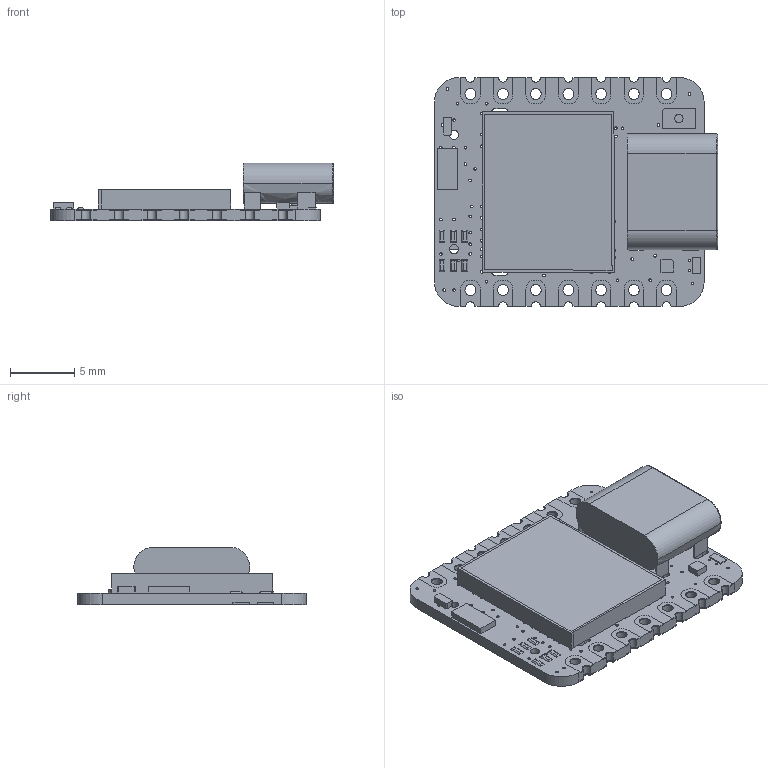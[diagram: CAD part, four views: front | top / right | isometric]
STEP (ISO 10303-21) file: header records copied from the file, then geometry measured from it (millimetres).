
FILE_DESCRIPTION(('HOOPS Exchange Step'),'2;1');
FILE_NAME('temp_export','2023-10-04T13:30:09+02:00',('tim'),('Shapr3D Limited'),'HOOPS Exchange 2023.2','Shapr3D','Authorized');
FILE_SCHEMA( ('AUTOMOTIVE_DESIGN { 1 0 10303 214 1 1 1 1 }') );
Length unit declared in the file: millimetre
Products named in the file (65): EMF Shield; Pins 0-6; Pins 7-13; BAT pads; Unpopulated 6 pin pad; JTAG like thing probably; NFC pads; Board:1; R0201:R1; R0201:R2; R0201:R22; R0201:R31; R0201:R32; R0201:R9; R0201:R3; R0201:R4; R0201:R5; R0201:R6; R0201:R7; R0201:R8; R0201:R10; F0603:F1; C0201:C23; C0201:C39; C0201:C40; C0201:C41; C0201:C42; C0201:C43; C0201:C44; C0201:C45; C0201:C48; C0201:C50; C0201:C53; C0201:C54; C0201:C4; C0201:C1; C0201:C2; C0201:C3; C0201:C5; C0201:C6 ...
Assembly tree (64 placements, depth 5):
  root
    Seeed Studio XIAO nRF52840
      EMF Shield
      Pins 0-6
      Pins 7-13
      BAT pads
      Unpopulated 6 pin pad
      JTAG like thing probably
      NFC pads
      Board & tiny components
        PCB Component:1
          Board:1
          R0201:R1
          R0201:R2
          R0201:R22
          R0201:R31
          R0201:R32
          R0201:R9
          R0201:R3
          R0201:R4
          R0201:R5
          R0201:R6
          R0201:R7
          R0201:R8
          R0201:R10
          F0603:F1
          C0201:C23
          C0201:C39
          C0201:C40
          C0201:C41
          C0201:C42
          C0201:C43
          C0201:C44
          C0201:C45
          C0201:C48
          C0201:C50
          C0201:C53
          C0201:C54
          C0201:C4
          C0201:C1
          C0201:C2
          C0201:C3
          C0201:C5
          C0201:C6
          C0201:C7
          C0201:C8
          C0201:C9
          C0201:C10
          C0201:C11
          C0201:C12
          C0201:C13
          C0201:C14
          C0201:C49
          C0201:C15
          R0201:R21
          LED-0402:CHG
          QFN32G-0.5-5X5MM:U4
          X4-SMD-2.0X1.6X0.5MM:X4
          L0201:L1
          L0201:L3
Bounding box: 22 x 17.78 x 4.47 mm (x, y, z)
Volume: 466.7 mm3; surface area: 2086.8 mm2
Topology: 103 solids, 103 shells, 2013 faces, 5412 edges, 3618 vertices
Faces by surface type: plane 1699, cylinder 295, extrusion 13, bspline 6
Full cylindrical faces by diameter (mm): 0.203 x125, 0.254 x3, 0.6 x2, 0.648 x1, 0.7 x2, 0.85 x42, 1.219 x8
Entity records: 64995 total; most frequent: CARTESIAN_POINT 11465, ORIENTED_EDGE 10824, DIRECTION 10105, EDGE_CURVE 5412, VECTOR 4785, LINE 4772, VERTEX_POINT 3618, AXIS2_PLACEMENT_3D 2660
